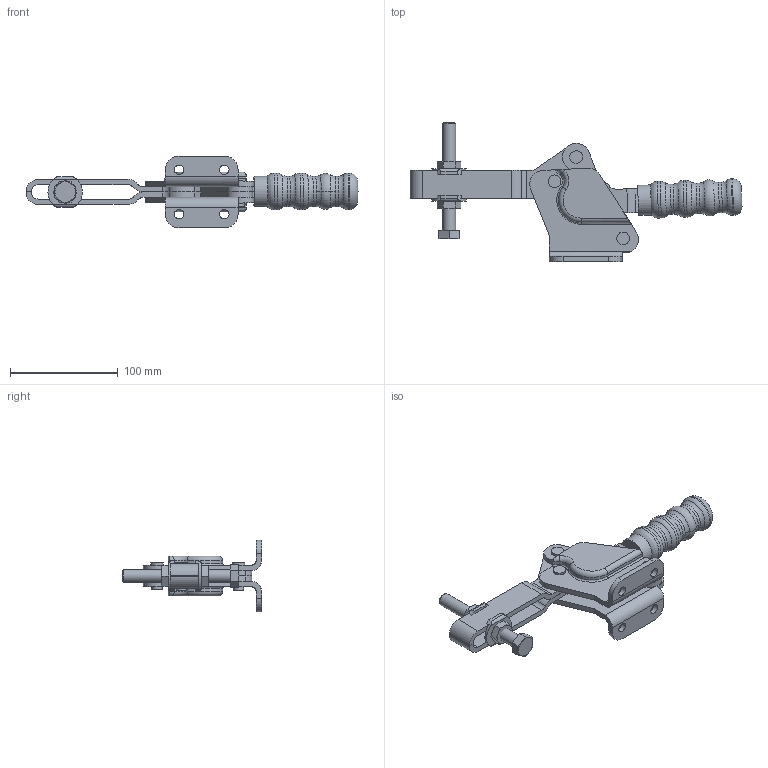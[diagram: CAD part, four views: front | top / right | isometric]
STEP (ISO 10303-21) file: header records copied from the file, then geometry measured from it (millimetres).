
FILE_DESCRIPTION(/* description */ ('Alibre Inc.'),/* implementation_level */ '2;1');
FILE_NAME(/* name */ 'export0',/* time_stamp */ '2012-02-17T12:17:32+01:00',/* author */ (''),/* organization */ (''),/* preprocessor_version */ 'ST-DEVELOPER v12',/* originating_system */ 'Alibre',/* authorisation */ '');
FILE_SCHEMA (('ALIBRE_SCHEMA','CONFIG_CONTROL_DESIGN'));
Length unit declared in the file: millimetre
Products named in the file (1): ID_1
Bounding box: 307.71 x 129.01 x 66.64 mm (x, y, z)
Volume: 270385.3 mm3; surface area: 124528.5 mm2
Topology: 20 solids, 20 shells, 329 faces, 813 edges, 505 vertices
Faces by surface type: plane 142, cylinder 134, torus 32, cone 21
Full cylindrical faces by diameter (mm): 8.73 x4, 9.475 x4, 9.575 x2, 9.6 x12, 10.2 x2, 11.75 x4, 12 x1, 12.5 x2, 14.31 x4, 14.47 x2, 28 x4, 34 x3
Entity records: 19823 total; most frequent: CARTESIAN_POINT 4314, ORIENTED_EDGE 2972, DIRECTION 2817, EDGE_CURVE 1486, AXIS2_PLACEMENT_3D 1237, VERTEX_POINT 980, EDGE_LOOP 884, FACE_BOUND 884
